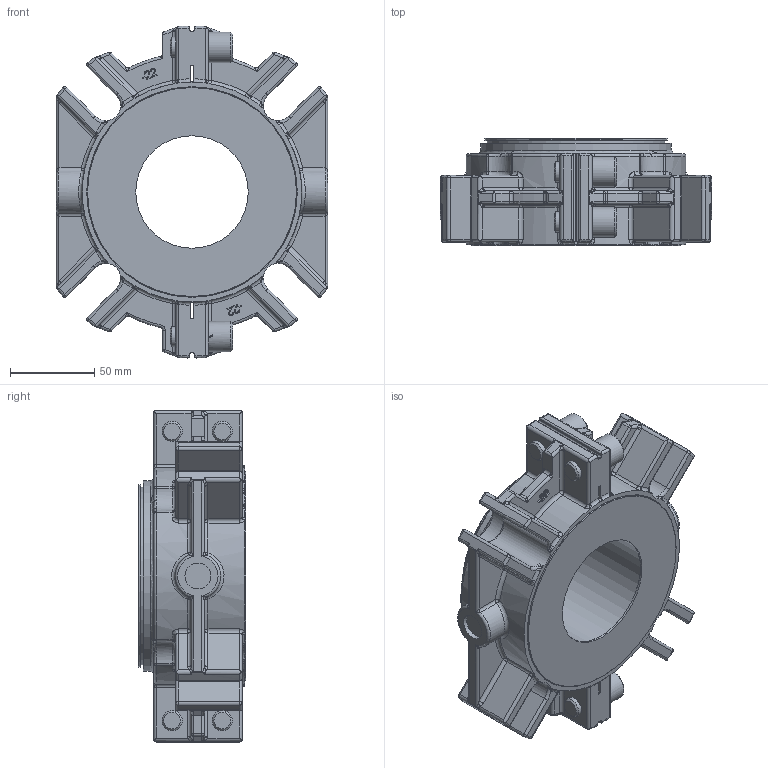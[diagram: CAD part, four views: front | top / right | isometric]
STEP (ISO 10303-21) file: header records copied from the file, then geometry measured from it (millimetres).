
FILE_DESCRIPTION(/* description */ ('Unknown'),/* implementation_level */ '2;1');
FILE_NAME(/* name */ '2.625 RDSX -22 SEAL ARRANGEMENT',/* time_stamp */ '2023-02-21T13:38:53-05:00',/* author */ ('Unknown'),/* organization */ ('Unknown'),/* preprocessor_version */ 'ST-DEVELOPER v16.7',/* originating_system */ 'Solid Edge',/* authorisation */ 'Unknown');
FILE_SCHEMA (('AUTOMOTIVE_DESIGN {1 0 10303 214 3 1 1}'));
Length unit declared in the file: millimetre
Products named in the file (1): 222
Bounding box: 160.73 x 63.5 x 196.78 mm (x, y, z)
Volume: 807799.3 mm3; surface area: 112340 mm2
Topology: 1 solids, 1 shells, 907 faces, 2336 edges, 1359 vertices
Faces by surface type: cylinder 294, bspline 231, plane 180, torus 129, sphere 62, cone 11
Full cylindrical faces by diameter (mm): 12 x8, 15.342 x2, 18 x4, 66.675 x1, 66.802 x1, 69.85 x1, 105.41 x1, 107.95 x1, 113.03 x1, 123.825 x1, 124.333 x1
Entity records: 29352 total; most frequent: CARTESIAN_POINT 9613, ORIENTED_EDGE 4320, DIRECTION 3898, EDGE_CURVE 2160, AXIS2_PLACEMENT_3D 1616, VERTEX_POINT 1315, EDGE_LOOP 977, FACE_BOUND 977
